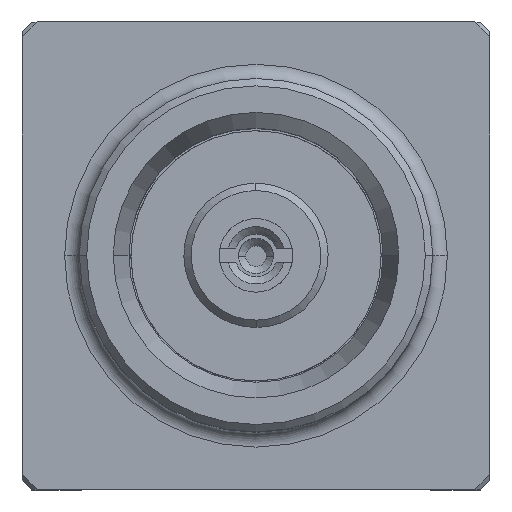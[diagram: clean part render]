
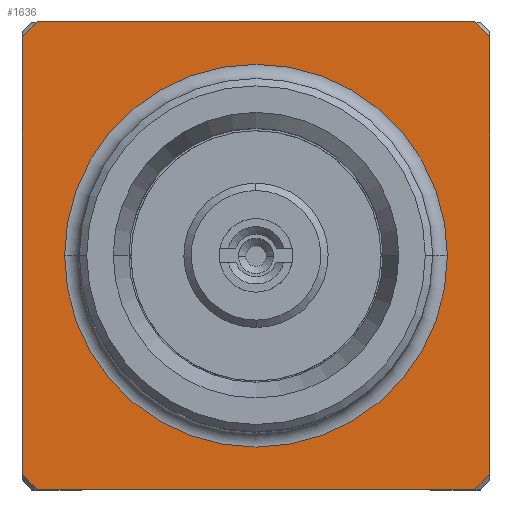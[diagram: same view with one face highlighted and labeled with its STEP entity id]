
A CAD part, top view. The second image highlights one B-rep face of the part: STEP entity #1636.
In plain terms, the highlighted planar face has unit normal (0, 0, 1).
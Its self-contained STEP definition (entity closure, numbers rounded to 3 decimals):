
#39 = AXIS2_PLACEMENT_3D ( 'NONE', #1739, #1260, #456 ) ;
#47 = DIRECTION ( 'NONE',  ( 1., 0., 0. ) ) ;
#58 = CIRCLE ( 'NONE', #588, 4.35 ) ;
#69 = ORIENTED_EDGE ( 'NONE', *, *, #2019, .T. ) ;
#84 = CARTESIAN_POINT ( 'NONE',  ( -63.547, 23.404, 15.355 ) ) ;
#129 = PLANE ( 'NONE',  #39 ) ;
#130 = LINE ( 'NONE', #140, #1217 ) ;
#140 = CARTESIAN_POINT ( 'NONE',  ( -63.748, 20.229, 15.355 ) ) ;
#148 = LINE ( 'NONE', #341, #961 ) ;
#163 = ORIENTED_EDGE ( 'NONE', *, *, #896, .T. ) ;
#173 = CARTESIAN_POINT ( 'NONE',  ( -57.398, 23.202, 15.355 ) ) ;
#178 = CARTESIAN_POINT ( 'NONE',  ( -63.547, 17.054, 15.355 ) ) ;
#204 = DIRECTION ( 'NONE',  ( -1., 0., 0. ) ) ;
#240 = VERTEX_POINT ( 'NONE', #173 ) ;
#250 = ORIENTED_EDGE ( 'NONE', *, *, #1681, .T. ) ;
#263 = DIRECTION ( 'NONE',  ( 0., 0., 1. ) ) ;
#266 = DIRECTION ( 'NONE',  ( 0., 1., 0. ) ) ;
#269 = EDGE_LOOP ( 'NONE', ( #467, #250, #1224, #725, #163, #732, #2058, #69 ) ) ;
#288 = VERTEX_POINT ( 'NONE', #84 ) ;
#300 = DIRECTION ( 'NONE',  ( 0., 0., -1. ) ) ;
#341 = CARTESIAN_POINT ( 'NONE',  ( -60.573, 23.404, 15.355 ) ) ;
#362 = ORIENTED_EDGE ( 'NONE', *, *, #1679, .T. ) ;
#403 = AXIS2_PLACEMENT_3D ( 'NONE', #825, #650, #970 ) ;
#431 = VERTEX_POINT ( 'NONE', #455 ) ;
#436 = DIRECTION ( 'NONE',  ( 0., 0., -1. ) ) ;
#444 = CARTESIAN_POINT ( 'NONE',  ( -63.748, 17.255, 15.355 ) ) ;
#455 = CARTESIAN_POINT ( 'NONE',  ( -63.173, 20.229, 15.355 ) ) ;
#456 = DIRECTION ( 'NONE',  ( -1., 0., 0. ) ) ;
#460 = CARTESIAN_POINT ( 'NONE',  ( -57.6, 23.404, 15.355 ) ) ;
#467 = ORIENTED_EDGE ( 'NONE', *, *, #1058, .T. ) ;
#529 = ORIENTED_EDGE ( 'NONE', *, *, #1113, .T. ) ;
#533 = VERTEX_POINT ( 'NONE', #444 ) ;
#556 = AXIS2_PLACEMENT_3D ( 'NONE', #668, #300, #941 ) ;
#578 = VECTOR ( 'NONE', #47, 1000. ) ;
#588 = AXIS2_PLACEMENT_3D ( 'NONE', #1701, #263, #1691 ) ;
#594 = FACE_OUTER_BOUND ( 'NONE', #269, .T. ) ;
#605 = CIRCLE ( 'NONE', #403, 4.35 ) ;
#650 = DIRECTION ( 'NONE',  ( 0., 0., 1. ) ) ;
#661 = VERTEX_POINT ( 'NONE', #178 ) ;
#668 = CARTESIAN_POINT ( 'NONE',  ( -60.573, 20.229, 15.355 ) ) ;
#670 = VECTOR ( 'NONE', #266, 1000. ) ;
#681 = EDGE_CURVE ( 'NONE', #1345, #288, #148, .T. ) ;
#725 = ORIENTED_EDGE ( 'NONE', *, *, #681, .T. ) ;
#732 = ORIENTED_EDGE ( 'NONE', *, *, #2013, .T. ) ;
#748 = CARTESIAN_POINT ( 'NONE',  ( -57.398, 20.229, 15.355 ) ) ;
#760 = CARTESIAN_POINT ( 'NONE',  ( -60.573, 20.229, 15.355 ) ) ;
#821 = CARTESIAN_POINT ( 'NONE',  ( -63.748, 23.202, 15.355 ) ) ;
#825 = CARTESIAN_POINT ( 'NONE',  ( -60.573, 20.229, 15.355 ) ) ;
#873 = CARTESIAN_POINT ( 'NONE',  ( -57.6, 17.054, 15.355 ) ) ;
#896 = EDGE_CURVE ( 'NONE', #288, #1783, #58, .T. ) ;
#905 = DIRECTION ( 'NONE',  ( -1., 0., 0. ) ) ;
#923 = CARTESIAN_POINT ( 'NONE',  ( -57.398, 17.255, 15.355 ) ) ;
#940 = CARTESIAN_POINT ( 'NONE',  ( -60.573, 20.229, 15.355 ) ) ;
#941 = DIRECTION ( 'NONE',  ( -1., 0., 0. ) ) ;
#961 = VECTOR ( 'NONE', #1308, 1000. ) ;
#970 = DIRECTION ( 'NONE',  ( -1., 0., 0. ) ) ;
#1006 = EDGE_LOOP ( 'NONE', ( #362, #529 ) ) ;
#1013 = AXIS2_PLACEMENT_3D ( 'NONE', #760, #436, #905 ) ;
#1015 = CARTESIAN_POINT ( 'NONE',  ( -60.573, 17.054, 15.355 ) ) ;
#1058 = EDGE_CURVE ( 'NONE', #1532, #1735, #1637, .T. ) ;
#1079 = DIRECTION ( 'NONE',  ( 0., 0., 1. ) ) ;
#1105 = DIRECTION ( 'NONE',  ( 0., 0., 1. ) ) ;
#1113 = EDGE_CURVE ( 'NONE', #1124, #431, #1197, .T. ) ;
#1124 = VERTEX_POINT ( 'NONE', #1269 ) ;
#1197 = CIRCLE ( 'NONE', #556, 2.6 ) ;
#1217 = VECTOR ( 'NONE', #1798, 1000. ) ;
#1224 = ORIENTED_EDGE ( 'NONE', *, *, #1477, .T. ) ;
#1260 = DIRECTION ( 'NONE',  ( 0., 0., -1. ) ) ;
#1269 = CARTESIAN_POINT ( 'NONE',  ( -57.973, 20.229, 15.355 ) ) ;
#1294 = EDGE_CURVE ( 'NONE', #533, #661, #1697, .T. ) ;
#1297 = AXIS2_PLACEMENT_3D ( 'NONE', #1978, #1105, #204 ) ;
#1308 = DIRECTION ( 'NONE',  ( -1., 0., 0. ) ) ;
#1322 = AXIS2_PLACEMENT_3D ( 'NONE', #940, #1079, #1399 ) ;
#1345 = VERTEX_POINT ( 'NONE', #460 ) ;
#1399 = DIRECTION ( 'NONE',  ( -1., 0., 0. ) ) ;
#1451 = CIRCLE ( 'NONE', #1013, 2.6 ) ;
#1477 = EDGE_CURVE ( 'NONE', #240, #1345, #605, .T. ) ;
#1532 = VERTEX_POINT ( 'NONE', #873 ) ;
#1636 = ADVANCED_FACE ( 'NONE', ( #594, #2070 ), #129, .F. ) ;
#1637 = CIRCLE ( 'NONE', #1297, 4.35 ) ;
#1679 = EDGE_CURVE ( 'NONE', #431, #1124, #1451, .T. ) ;
#1681 = EDGE_CURVE ( 'NONE', #1735, #240, #1882, .T. ) ;
#1691 = DIRECTION ( 'NONE',  ( -1., 0., 0. ) ) ;
#1697 = CIRCLE ( 'NONE', #1322, 4.35 ) ;
#1701 = CARTESIAN_POINT ( 'NONE',  ( -60.573, 20.229, 15.355 ) ) ;
#1735 = VERTEX_POINT ( 'NONE', #923 ) ;
#1739 = CARTESIAN_POINT ( 'NONE',  ( -60.573, 20.229, 15.355 ) ) ;
#1783 = VERTEX_POINT ( 'NONE', #821 ) ;
#1798 = DIRECTION ( 'NONE',  ( 0., -1., 0. ) ) ;
#1882 = LINE ( 'NONE', #748, #670 ) ;
#1978 = CARTESIAN_POINT ( 'NONE',  ( -60.573, 20.229, 15.355 ) ) ;
#1981 = LINE ( 'NONE', #1015, #578 ) ;
#2013 = EDGE_CURVE ( 'NONE', #1783, #533, #130, .T. ) ;
#2019 = EDGE_CURVE ( 'NONE', #661, #1532, #1981, .T. ) ;
#2058 = ORIENTED_EDGE ( 'NONE', *, *, #1294, .T. ) ;
#2070 = FACE_BOUND ( 'NONE', #1006, .T. ) ;
